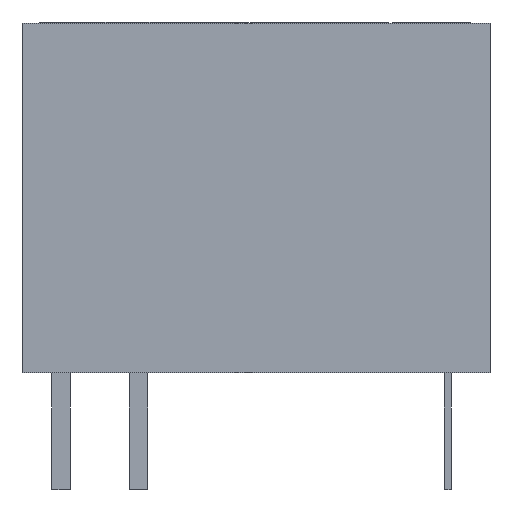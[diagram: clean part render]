
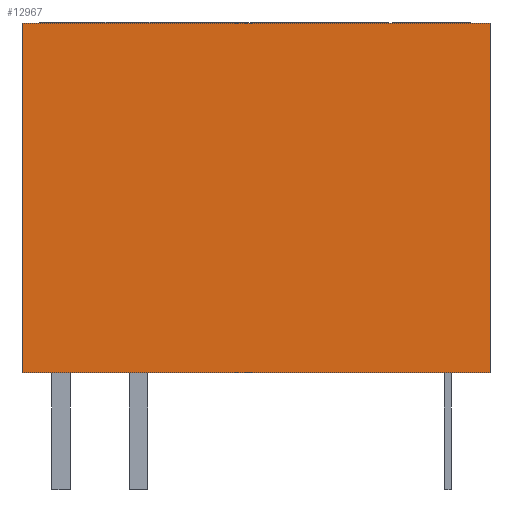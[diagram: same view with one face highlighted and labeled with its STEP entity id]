
A CAD part, front view. The second image highlights one B-rep face of the part: STEP entity #12967.
In plain terms, the highlighted planar face has unit normal (0, -1, 0).
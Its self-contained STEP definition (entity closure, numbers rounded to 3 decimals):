
#825=ORIENTED_EDGE('',*,*,#3496,.F.);
#826=ORIENTED_EDGE('',*,*,#3507,.F.);
#827=ORIENTED_EDGE('',*,*,#3249,.T.);
#828=ORIENTED_EDGE('',*,*,#3501,.T.);
#3249=EDGE_CURVE('',#4595,#4594,#5490,.T.);
#3496=EDGE_CURVE('',#4841,#4838,#5707,.T.);
#3501=EDGE_CURVE('',#4594,#4838,#5712,.T.);
#3507=EDGE_CURVE('',#4595,#4841,#5718,.T.);
#4594=VERTEX_POINT('',#16242);
#4595=VERTEX_POINT('',#16244);
#4838=VERTEX_POINT('',#17300);
#4841=VERTEX_POINT('',#17305);
#5490=LINE('',#16243,#6475);
#5707=LINE('',#17306,#6692);
#5712=LINE('',#17316,#6697);
#5718=LINE('',#17326,#6703);
#6475=VECTOR('',#14053,1000.);
#6692=VECTOR('',#14274,1000.);
#6697=VECTOR('',#14281,1000.);
#6703=VECTOR('',#14291,1000.);
#7459=EDGE_LOOP('',(#825,#826,#827,#828));
#8084=FACE_BOUND('',#7459,.T.);
#8665=PLANE('',#13540);
#12967=ADVANCED_FACE('',(#8084),#8665,.T.);
#13540=AXIS2_PLACEMENT_3D('',#17327,#14292,#14293);
#14053=DIRECTION('',(-1.,0.,0.));
#14274=DIRECTION('',(-1.,0.,0.));
#14281=DIRECTION('',(0.,0.,-1.));
#14291=DIRECTION('',(0.,0.,-1.));
#14292=DIRECTION('',(0.,-1.,0.));
#14293=DIRECTION('',(0.,0.,1.));
#16242=CARTESIAN_POINT('',(-7.684,-5.182,11.481));
#16243=CARTESIAN_POINT('',(7.684,-5.182,11.481));
#16244=CARTESIAN_POINT('',(7.684,-5.182,11.481));
#17300=CARTESIAN_POINT('',(-7.684,-5.182,0.));
#17305=CARTESIAN_POINT('',(7.684,-5.182,0.));
#17306=CARTESIAN_POINT('',(7.684,-5.182,0.));
#17316=CARTESIAN_POINT('',(-7.684,-5.182,11.481));
#17326=CARTESIAN_POINT('',(7.684,-5.182,11.481));
#17327=CARTESIAN_POINT('',(7.684,-5.182,11.481));
